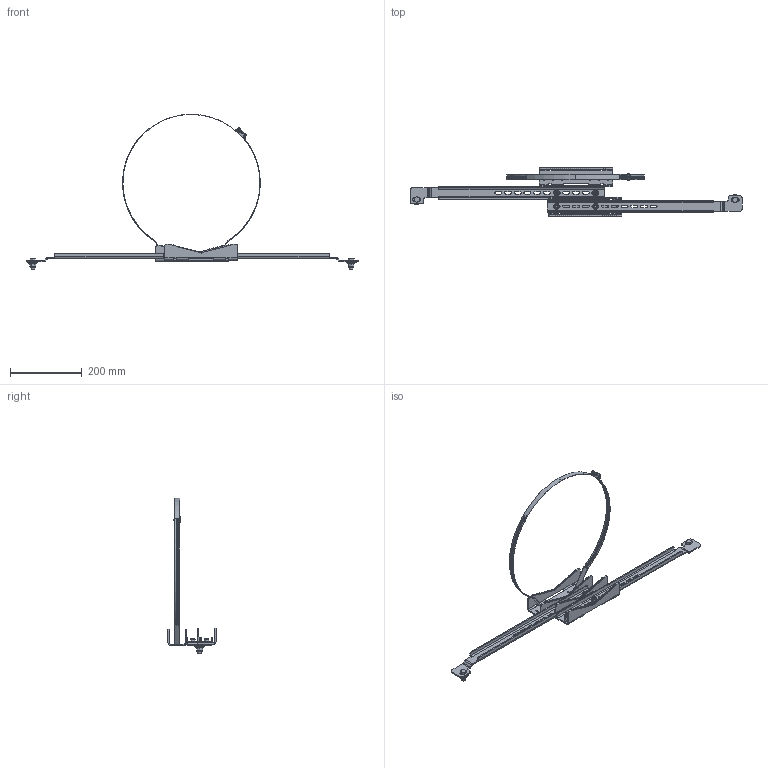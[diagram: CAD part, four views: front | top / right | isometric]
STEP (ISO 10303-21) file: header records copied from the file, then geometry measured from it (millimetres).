
FILE_DESCRIPTION(/* description */ ('LARGE POLE MOUNTING KIT 10 GA. S.S.'),/* implementation_level */ '2;1');
FILE_NAME(/* name */ 'PMKLRGSS.stp',/* time_stamp */ '2018-05-11T07:12:45-05:00',/* author */ ('mraetz'),/* organization */ (''),/* preprocessor_version */ 'ST-DEVELOPER v17',/* originating_system */ 'Autodesk Inventor 2018',/* authorisation */ '');
FILE_SCHEMA (('AUTOMOTIVE_DESIGN { 1 0 10303 214 3 1 1 }'));
Products named in the file (11): LARGE; PMKLRGSS_tbrkassm; PMKLRGSSBRK; HFW388240; PMKLRGSSLEG; 39010; AS 2465 - 3/8  UNC; 3027; 34929; 3905; HFW308004
Assembly tree (24 placements, depth 3):
  LARGE
    PMKLRGSSBRK
    PMKLRGSS_tbrkassm
      PMKLRGSSBRK
      HFW388240  x4
    PMKLRGSSLEG  x2
    AS 2465 - 3/8  UNC  x2
    39010  x2
    3027  x2
    34929  x4
    3905  x4
    HFW308004
Bounding box: 922.72 x 133.55 x 432.38 mm (x, y, z)
Volume: 348050.2 mm3; surface area: 263304.6 mm2
Topology: 26 solids, 26 shells, 2281 faces, 6506 edges, 4263 vertices
Faces by surface type: bspline 1085, plane 732, cylinder 355, cone 69, torus 26, sphere 14
Full cylindrical faces by diameter (mm): 4.978 x4, 5.588 x1, 5.675 x6, 6.35 x4, 6.604 x1, 7.366 x4, 7.798 x2, 8.509 x2, 8.533 x6, 9.525 x4, 11.049 x4, 14.275 x4, 14.287 x4, 15.875 x4, 27.305 x2, 28.575 x2
Entity records: 114818 total; most frequent: CARTESIAN_POINT 68892, ORIENTED_EDGE 10766, DIRECTION 7370, EDGE_CURVE 5383, VERTEX_POINT 3552, LINE 2642, VECTOR 2642, EDGE_LOOP 2455
